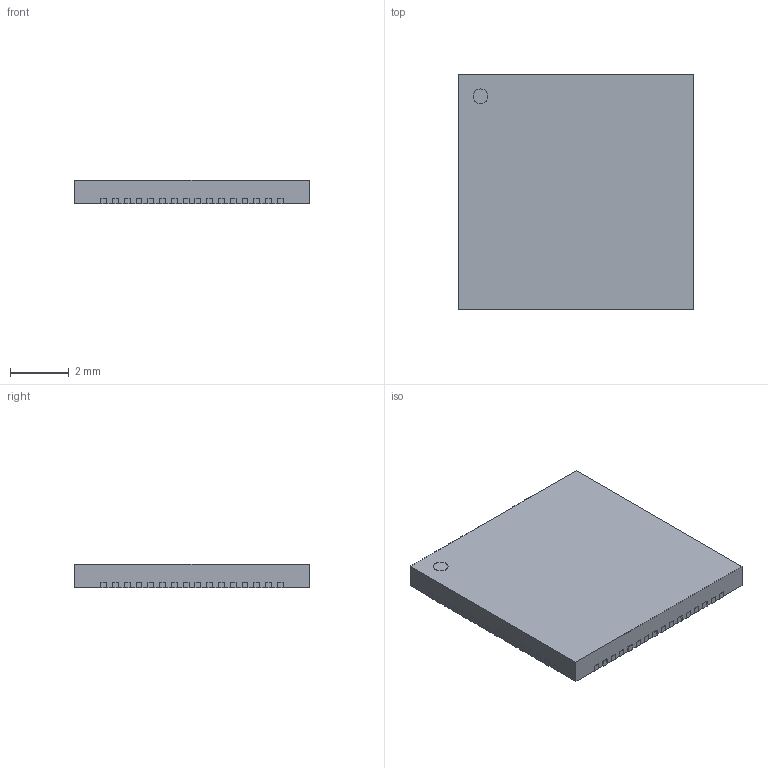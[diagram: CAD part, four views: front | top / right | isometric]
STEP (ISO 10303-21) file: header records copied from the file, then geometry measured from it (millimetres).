
FILE_DESCRIPTION (( 'STEP AP214' ), '1' );
FILE_NAME ('User Library-QFN_64_8x8_EP4.2.STEP', '2020-11-12T06:42:06', ( '' ), ( '' ), 'SwSTEP 2.0', 'SolidWorks 2020', '' );
FILE_SCHEMA (( 'AUTOMOTIVE_DESIGN' ));
Length unit declared in the file: millimetre
Products named in the file (1): User Library-QFN_64_8x8_EP4.2
Bounding box: 8 x 8 x 0.81 mm (x, y, z)
Volume: 51.2 mm3; surface area: 154.3 mm2
Topology: 1 solids, 1 shells, 527 faces, 1569 edges, 1046 vertices
Faces by surface type: plane 397, cylinder 130
Entity records: 17762 total; most frequent: CARTESIAN_POINT 3143, ORIENTED_EDGE 3138, DIRECTION 2885, EDGE_CURVE 1569, LINE 1309, VECTOR 1309, VERTEX_POINT 1046, AXIS2_PLACEMENT_3D 788
